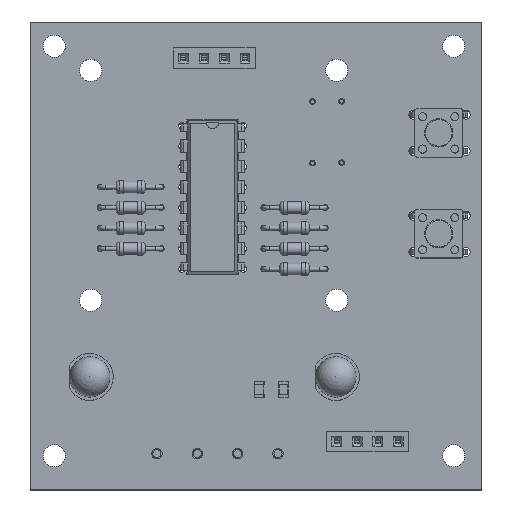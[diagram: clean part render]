
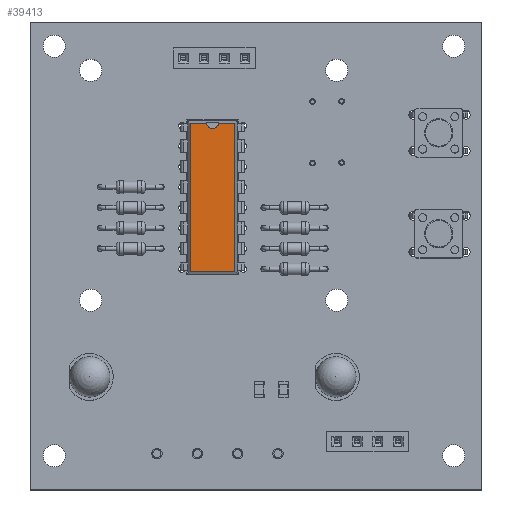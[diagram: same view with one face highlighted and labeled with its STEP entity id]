
A CAD part, top view. The second image highlights one B-rep face of the part: STEP entity #39413.
In plain terms, the highlighted planar face has unit normal (0, 0, 1).
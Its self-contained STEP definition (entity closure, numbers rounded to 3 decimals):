
#23902 = B_SPLINE_SURFACE_WITH_KNOTS('',1,1,(
    (#23903,#23904)
    ,(#23905,#23906
  )),.UNSPECIFIED.,.F.,.F.,.F.,(2,2),(2,2),(0.,19.027),(0.,1.),
  .PIECEWISE_BEZIER_KNOTS.);
#23903 = CARTESIAN_POINT('',(6.91,-18.404,2.157));
#23904 = CARTESIAN_POINT('',(6.586,-18.08,3.68));
#23905 = CARTESIAN_POINT('',(6.91,0.624,2.157));
#23906 = CARTESIAN_POINT('',(6.586,0.3,3.68));
#27407 = B_SPLINE_SURFACE_WITH_KNOTS('',1,1,(
    (#27408,#27409)
    ,(#27410,#27411
    )),.UNSPECIFIED.,.F.,.F.,.F.,(2,2),(2,2),(0.,6.2),(0.,1.),
  .PIECEWISE_BEZIER_KNOTS.);
#27408 = CARTESIAN_POINT('',(6.91,0.624,2.157));
#27409 = CARTESIAN_POINT('',(6.586,0.3,3.68));
#27410 = CARTESIAN_POINT('',(0.71,0.624,2.157));
#27411 = CARTESIAN_POINT('',(1.034,0.3,3.68));
#27488 = B_SPLINE_SURFACE_WITH_KNOTS('',1,1,(
    (#27489,#27490)
    ,(#27491,#27492
  )),.UNSPECIFIED.,.F.,.F.,.F.,(2,2),(2,2),(0.,19.027),(0.,1.),
  .PIECEWISE_BEZIER_KNOTS.);
#27489 = CARTESIAN_POINT('',(0.71,0.624,2.157));
#27490 = CARTESIAN_POINT('',(1.034,0.3,3.68));
#27491 = CARTESIAN_POINT('',(0.71,-18.404,2.157));
#27492 = CARTESIAN_POINT('',(1.034,-18.08,3.68));
#30980 = B_SPLINE_SURFACE_WITH_KNOTS('',1,1,(
    (#30981,#30982)
    ,(#30983,#30984
    )),.UNSPECIFIED.,.F.,.F.,.F.,(2,2),(2,2),(0.,6.2),(0.,1.),
  .PIECEWISE_BEZIER_KNOTS.);
#30981 = CARTESIAN_POINT('',(0.71,-18.404,2.157));
#30982 = CARTESIAN_POINT('',(1.034,-18.08,3.68));
#30983 = CARTESIAN_POINT('',(6.91,-18.404,2.157));
#30984 = CARTESIAN_POINT('',(6.586,-18.08,3.68));
#31174 = VERTEX_POINT('',#31175);
#31175 = CARTESIAN_POINT('',(6.586,0.3,3.68));
#31195 = EDGE_CURVE('',#31196,#31174,#31198,.T.);
#31196 = VERTEX_POINT('',#31197);
#31197 = CARTESIAN_POINT('',(6.586,-18.08,3.68));
#31198 = SURFACE_CURVE('',#31199,(#31203,#31209),.PCURVE_S1.);
#31199 = LINE('',#31200,#31201);
#31200 = CARTESIAN_POINT('',(6.586,-18.08,3.68));
#31201 = VECTOR('',#31202,1.);
#31202 = DIRECTION('',(0.,1.,0.));
#31203 = PCURVE('',#23902,#31204);
#31204 = DEFINITIONAL_REPRESENTATION('',(#31205),#31208);
#31205 = B_SPLINE_CURVE_WITH_KNOTS('',1,(#31206,#31207),.UNSPECIFIED.,
  .F.,.F.,(2,2),(0.,18.38),.PIECEWISE_BEZIER_KNOTS.);
#31206 = CARTESIAN_POINT('',(0.,1.));
#31207 = CARTESIAN_POINT('',(19.027,1.));
#31208 = ( GEOMETRIC_REPRESENTATION_CONTEXT(2) 
PARAMETRIC_REPRESENTATION_CONTEXT() REPRESENTATION_CONTEXT('2D SPACE',''
  ) );
#31209 = PCURVE('',#31210,#31215);
#31210 = PLANE('',#31211);
#31211 = AXIS2_PLACEMENT_3D('',#31212,#31213,#31214);
#31212 = CARTESIAN_POINT('',(6.586,-18.08,3.68));
#31213 = DIRECTION('',(-0.,0.,-1.));
#31214 = DIRECTION('',(-0.289,0.957,0.));
#31215 = DEFINITIONAL_REPRESENTATION('',(#31216),#31220);
#31216 = LINE('',#31217,#31218);
#31217 = CARTESIAN_POINT('',(0.,0.));
#31218 = VECTOR('',#31219,1.);
#31219 = DIRECTION('',(0.957,0.289));
#31220 = ( GEOMETRIC_REPRESENTATION_CONTEXT(2) 
PARAMETRIC_REPRESENTATION_CONTEXT() REPRESENTATION_CONTEXT('2D SPACE',''
  ) );
#34808 = VERTEX_POINT('',#34809);
#34809 = CARTESIAN_POINT('',(1.034,0.3,3.68));
#34829 = EDGE_CURVE('',#34830,#34808,#34832,.T.);
#34830 = VERTEX_POINT('',#34831);
#34831 = CARTESIAN_POINT('',(3.064,0.3,3.68));
#34832 = SURFACE_CURVE('',#34833,(#34837,#34843),.PCURVE_S1.);
#34833 = LINE('',#34834,#34835);
#34834 = CARTESIAN_POINT('',(6.586,0.3,3.68));
#34835 = VECTOR('',#34836,1.);
#34836 = DIRECTION('',(-1.,0.,0.));
#34837 = PCURVE('',#27407,#34838);
#34838 = DEFINITIONAL_REPRESENTATION('',(#34839),#34842);
#34839 = B_SPLINE_CURVE_WITH_KNOTS('',1,(#34840,#34841),.UNSPECIFIED.,
  .F.,.F.,(2,2),(3.523,5.553),
  .PIECEWISE_BEZIER_KNOTS.);
#34840 = CARTESIAN_POINT('',(3.933,1.));
#34841 = CARTESIAN_POINT('',(6.2,1.));
#34842 = ( GEOMETRIC_REPRESENTATION_CONTEXT(2) 
PARAMETRIC_REPRESENTATION_CONTEXT() REPRESENTATION_CONTEXT('2D SPACE',''
  ) );
#34843 = PCURVE('',#31210,#34844);
#34844 = DEFINITIONAL_REPRESENTATION('',(#34845),#34849);
#34845 = LINE('',#34846,#34847);
#34846 = CARTESIAN_POINT('',(17.594,5.315));
#34847 = VECTOR('',#34848,1.);
#34848 = DIRECTION('',(0.289,-0.957));
#34849 = ( GEOMETRIC_REPRESENTATION_CONTEXT(2) 
PARAMETRIC_REPRESENTATION_CONTEXT() REPRESENTATION_CONTEXT('2D SPACE',''
  ) );
#35031 = CYLINDRICAL_SURFACE('',#35032,0.75);
#35032 = AXIS2_PLACEMENT_3D('',#35033,#35034,#35035);
#35033 = CARTESIAN_POINT('',(3.81,0.375,3.68));
#35034 = DIRECTION('',(-0.,0.,-1.));
#35035 = DIRECTION('',(0.,-1.,-0.));
#35333 = VERTEX_POINT('',#35334);
#35334 = CARTESIAN_POINT('',(4.556,0.3,3.68));
#35585 = EDGE_CURVE('',#31174,#35333,#35586,.T.);
#35586 = SURFACE_CURVE('',#35587,(#35591,#35597),.PCURVE_S1.);
#35587 = LINE('',#35588,#35589);
#35588 = CARTESIAN_POINT('',(6.586,0.3,3.68));
#35589 = VECTOR('',#35590,1.);
#35590 = DIRECTION('',(-1.,0.,0.));
#35591 = PCURVE('',#27407,#35592);
#35592 = DEFINITIONAL_REPRESENTATION('',(#35593),#35596);
#35593 = B_SPLINE_CURVE_WITH_KNOTS('',1,(#35594,#35595),.UNSPECIFIED.,
  .F.,.F.,(2,2),(0.,2.03),.PIECEWISE_BEZIER_KNOTS.);
#35594 = CARTESIAN_POINT('',(0.,1.));
#35595 = CARTESIAN_POINT('',(2.267,1.));
#35596 = ( GEOMETRIC_REPRESENTATION_CONTEXT(2) 
PARAMETRIC_REPRESENTATION_CONTEXT() REPRESENTATION_CONTEXT('2D SPACE',''
  ) );
#35597 = PCURVE('',#31210,#35598);
#35598 = DEFINITIONAL_REPRESENTATION('',(#35599),#35603);
#35599 = LINE('',#35600,#35601);
#35600 = CARTESIAN_POINT('',(17.594,5.315));
#35601 = VECTOR('',#35602,1.);
#35602 = DIRECTION('',(0.289,-0.957));
#35603 = ( GEOMETRIC_REPRESENTATION_CONTEXT(2) 
PARAMETRIC_REPRESENTATION_CONTEXT() REPRESENTATION_CONTEXT('2D SPACE',''
  ) );
#35786 = VERTEX_POINT('',#35787);
#35787 = CARTESIAN_POINT('',(1.034,-18.08,3.68));
#35807 = EDGE_CURVE('',#34808,#35786,#35808,.T.);
#35808 = SURFACE_CURVE('',#35809,(#35813,#35819),.PCURVE_S1.);
#35809 = LINE('',#35810,#35811);
#35810 = CARTESIAN_POINT('',(1.034,0.3,3.68));
#35811 = VECTOR('',#35812,1.);
#35812 = DIRECTION('',(0.,-1.,0.));
#35813 = PCURVE('',#27488,#35814);
#35814 = DEFINITIONAL_REPRESENTATION('',(#35815),#35818);
#35815 = B_SPLINE_CURVE_WITH_KNOTS('',1,(#35816,#35817),.UNSPECIFIED.,
  .F.,.F.,(2,2),(0.,18.38),.PIECEWISE_BEZIER_KNOTS.);
#35816 = CARTESIAN_POINT('',(0.,1.));
#35817 = CARTESIAN_POINT('',(19.027,1.));
#35818 = ( GEOMETRIC_REPRESENTATION_CONTEXT(2) 
PARAMETRIC_REPRESENTATION_CONTEXT() REPRESENTATION_CONTEXT('2D SPACE',''
  ) );
#35819 = PCURVE('',#31210,#35820);
#35820 = DEFINITIONAL_REPRESENTATION('',(#35821),#35825);
#35821 = LINE('',#35822,#35823);
#35822 = CARTESIAN_POINT('',(19.2,0.));
#35823 = VECTOR('',#35824,1.);
#35824 = DIRECTION('',(-0.957,-0.289));
#35825 = ( GEOMETRIC_REPRESENTATION_CONTEXT(2) 
PARAMETRIC_REPRESENTATION_CONTEXT() REPRESENTATION_CONTEXT('2D SPACE',''
  ) );
#39393 = EDGE_CURVE('',#35786,#31196,#39394,.T.);
#39394 = SURFACE_CURVE('',#39395,(#39399,#39405),.PCURVE_S1.);
#39395 = LINE('',#39396,#39397);
#39396 = CARTESIAN_POINT('',(1.034,-18.08,3.68));
#39397 = VECTOR('',#39398,1.);
#39398 = DIRECTION('',(1.,0.,0.));
#39399 = PCURVE('',#30980,#39400);
#39400 = DEFINITIONAL_REPRESENTATION('',(#39401),#39404);
#39401 = B_SPLINE_CURVE_WITH_KNOTS('',1,(#39402,#39403),.UNSPECIFIED.,
  .F.,.F.,(2,2),(0.,5.553),.PIECEWISE_BEZIER_KNOTS.);
#39402 = CARTESIAN_POINT('',(0.,1.));
#39403 = CARTESIAN_POINT('',(6.2,1.));
#39404 = ( GEOMETRIC_REPRESENTATION_CONTEXT(2) 
PARAMETRIC_REPRESENTATION_CONTEXT() REPRESENTATION_CONTEXT('2D SPACE',''
  ) );
#39405 = PCURVE('',#31210,#39406);
#39406 = DEFINITIONAL_REPRESENTATION('',(#39407),#39411);
#39407 = LINE('',#39408,#39409);
#39408 = CARTESIAN_POINT('',(1.606,-5.315));
#39409 = VECTOR('',#39410,1.);
#39410 = DIRECTION('',(-0.289,0.957));
#39411 = ( GEOMETRIC_REPRESENTATION_CONTEXT(2) 
PARAMETRIC_REPRESENTATION_CONTEXT() REPRESENTATION_CONTEXT('2D SPACE',''
  ) );
#39413 = ADVANCED_FACE('',(#39414),#31210,.F.);
#39414 = FACE_BOUND('',#39415,.F.);
#39415 = EDGE_LOOP('',(#39416,#39417,#39418,#39419,#39420,#39444,#39466)
  );
#39416 = ORIENTED_EDGE('',*,*,#31195,.F.);
#39417 = ORIENTED_EDGE('',*,*,#39393,.F.);
#39418 = ORIENTED_EDGE('',*,*,#35807,.F.);
#39419 = ORIENTED_EDGE('',*,*,#34829,.F.);
#39420 = ORIENTED_EDGE('',*,*,#39421,.F.);
#39421 = EDGE_CURVE('',#39422,#34830,#39424,.T.);
#39422 = VERTEX_POINT('',#39423);
#39423 = CARTESIAN_POINT('',(3.81,-0.375,3.68));
#39424 = SURFACE_CURVE('',#39425,(#39430,#39437),.PCURVE_S1.);
#39425 = CIRCLE('',#39426,0.75);
#39426 = AXIS2_PLACEMENT_3D('',#39427,#39428,#39429);
#39427 = CARTESIAN_POINT('',(3.81,0.375,3.68));
#39428 = DIRECTION('',(0.,-0.,-1.));
#39429 = DIRECTION('',(0.,-1.,0.));
#39430 = PCURVE('',#31210,#39431);
#39431 = DEFINITIONAL_REPRESENTATION('',(#39432),#39436);
#39432 = CIRCLE('',#39433,0.75);
#39433 = AXIS2_PLACEMENT_2D('',#39434,#39435);
#39434 = CARTESIAN_POINT('',(18.469,2.679));
#39435 = DIRECTION('',(-0.957,-0.289));
#39436 = ( GEOMETRIC_REPRESENTATION_CONTEXT(2) 
PARAMETRIC_REPRESENTATION_CONTEXT() REPRESENTATION_CONTEXT('2D SPACE',''
  ) );
#39437 = PCURVE('',#35031,#39438);
#39438 = DEFINITIONAL_REPRESENTATION('',(#39439),#39443);
#39439 = LINE('',#39440,#39441);
#39440 = CARTESIAN_POINT('',(0.,0.));
#39441 = VECTOR('',#39442,1.);
#39442 = DIRECTION('',(1.,0.));
#39443 = ( GEOMETRIC_REPRESENTATION_CONTEXT(2) 
PARAMETRIC_REPRESENTATION_CONTEXT() REPRESENTATION_CONTEXT('2D SPACE',''
  ) );
#39444 = ORIENTED_EDGE('',*,*,#39445,.F.);
#39445 = EDGE_CURVE('',#35333,#39422,#39446,.T.);
#39446 = SURFACE_CURVE('',#39447,(#39452,#39459),.PCURVE_S1.);
#39447 = CIRCLE('',#39448,0.75);
#39448 = AXIS2_PLACEMENT_3D('',#39449,#39450,#39451);
#39449 = CARTESIAN_POINT('',(3.81,0.375,3.68));
#39450 = DIRECTION('',(0.,-0.,-1.));
#39451 = DIRECTION('',(0.,-1.,0.));
#39452 = PCURVE('',#31210,#39453);
#39453 = DEFINITIONAL_REPRESENTATION('',(#39454),#39458);
#39454 = CIRCLE('',#39455,0.75);
#39455 = AXIS2_PLACEMENT_2D('',#39456,#39457);
#39456 = CARTESIAN_POINT('',(18.469,2.679));
#39457 = DIRECTION('',(-0.957,-0.289));
#39458 = ( GEOMETRIC_REPRESENTATION_CONTEXT(2) 
PARAMETRIC_REPRESENTATION_CONTEXT() REPRESENTATION_CONTEXT('2D SPACE',''
  ) );
#39459 = PCURVE('',#35031,#39460);
#39460 = DEFINITIONAL_REPRESENTATION('',(#39461),#39465);
#39461 = LINE('',#39462,#39463);
#39462 = CARTESIAN_POINT('',(-6.283,0.));
#39463 = VECTOR('',#39464,1.);
#39464 = DIRECTION('',(1.,0.));
#39465 = ( GEOMETRIC_REPRESENTATION_CONTEXT(2) 
PARAMETRIC_REPRESENTATION_CONTEXT() REPRESENTATION_CONTEXT('2D SPACE',''
  ) );
#39466 = ORIENTED_EDGE('',*,*,#35585,.F.);
